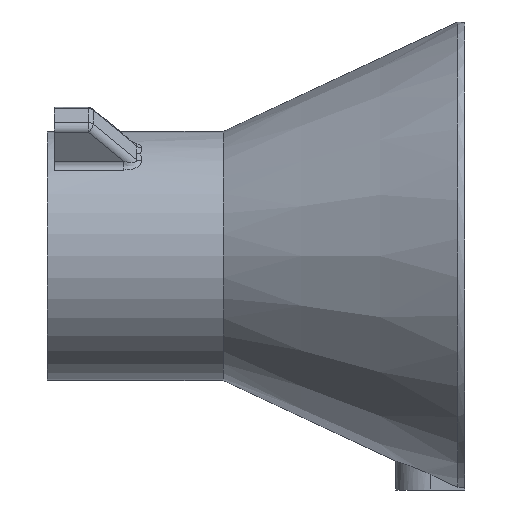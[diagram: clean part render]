
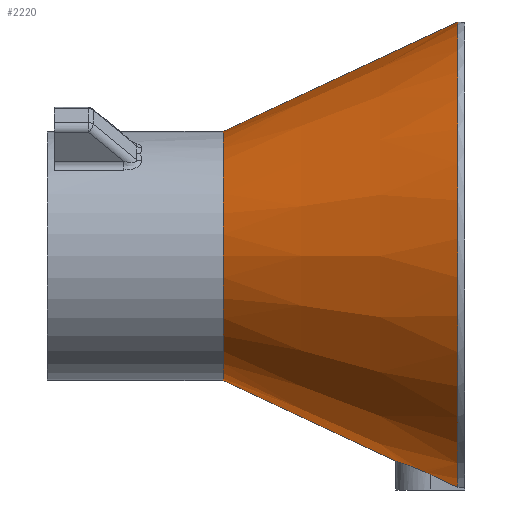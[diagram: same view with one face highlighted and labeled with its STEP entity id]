
A CAD part, left-side view. The second image highlights one B-rep face of the part: STEP entity #2220.
In plain terms, the highlighted conical face has half-angle 25 degrees and reference radius 68.742 mm.
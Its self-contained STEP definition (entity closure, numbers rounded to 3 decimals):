
#7 = CARTESIAN_POINT ( 'NONE',  ( -5.16, -57.427, -59.86 ) ) ;
#45 = VERTEX_POINT ( 'NONE', #3119 ) ;
#50 = ORIENTED_EDGE ( 'NONE', *, *, #517, .T. ) ;
#68 = VERTEX_POINT ( 'NONE', #1922 ) ;
#289 = CIRCLE ( 'NONE', #2627, 36.1 ) ;
#322 = CARTESIAN_POINT ( 'NONE',  ( -9.928, -64.76, -62.72 ) ) ;
#374 = VERTEX_POINT ( 'NONE', #496 ) ;
#496 = CARTESIAN_POINT ( 'NONE',  ( 0., -74., 67.809 ) ) ;
#507 = ORIENTED_EDGE ( 'NONE', *, *, #2274, .T. ) ;
#517 = EDGE_CURVE ( 'NONE', #2198, #45, #2873, .T. ) ;
#532 = DIRECTION ( 'NONE',  ( 0., -1., 0. ) ) ;
#634 = CARTESIAN_POINT ( 'NONE',  ( -10., -71.333, -65.81 ) ) ;
#677 = CARTESIAN_POINT ( 'NONE',  ( 0., -56., -59.415 ) ) ;
#715 = CARTESIAN_POINT ( 'NONE',  ( -4.57, -57.099, -59.754 ) ) ;
#735 = LINE ( 'NONE', #2012, #3783 ) ;
#844 = CARTESIAN_POINT ( 'NONE',  ( -10., -74., -67.068 ) ) ;
#848 = DIRECTION ( 'NONE',  ( 0., 1., 0. ) ) ;
#888 = CARTESIAN_POINT ( 'NONE',  ( 0., -74., 0. ) ) ;
#941 = CARTESIAN_POINT ( 'NONE',  ( -10., -68.666, -64.552 ) ) ;
#956 = CARTESIAN_POINT ( 'NONE',  ( -9.057, -61.749, -61.432 ) ) ;
#976 = CARTESIAN_POINT ( 'NONE',  ( -10., -65.69, -63.147 ) ) ;
#1222 = DIRECTION ( 'NONE',  ( 0., -0.906, -0.423 ) ) ;
#1281 = CARTESIAN_POINT ( 'NONE',  ( -3.336, -56.549, -59.581 ) ) ;
#1324 = CIRCLE ( 'NONE', #3193, 67.809 ) ;
#1424 = EDGE_CURVE ( 'NONE', #1432, #374, #735, .T. ) ;
#1432 = VERTEX_POINT ( 'NONE', #3324 ) ;
#1572 = EDGE_CURVE ( 'NONE', #3926, #374, #1324, .T. ) ;
#1600 = CARTESIAN_POINT ( 'NONE',  ( -9.538, -62.928, -61.916 ) ) ;
#1603 = ORIENTED_EDGE ( 'NONE', *, *, #1572, .T. ) ;
#1641 = CARTESIAN_POINT ( 'NONE',  ( -1.693, -56.139, -59.457 ) ) ;
#1684 = CARTESIAN_POINT ( 'NONE',  ( -2.693, -56.345, -59.519 ) ) ;
#1812 = DIRECTION ( 'NONE',  ( 0., 0., -1. ) ) ;
#1819 = VECTOR ( 'NONE', #1222, 1000. ) ;
#1922 = CARTESIAN_POINT ( 'NONE',  ( -10., -66., -63.293 ) ) ;
#1954 = CARTESIAN_POINT ( 'NONE',  ( -6.263, -58.175, -60.107 ) ) ;
#1965 = EDGE_CURVE ( 'NONE', #68, #3926, #3340, .T. ) ;
#1996 = CARTESIAN_POINT ( 'NONE',  ( -5.444, -57.605, -59.918 ) ) ;
#2012 = CARTESIAN_POINT ( 'NONE',  ( 0., -76., 68.742 ) ) ;
#2041 = CARTESIAN_POINT ( 'NONE',  ( 0., -6., 0. ) ) ;
#2198 = VERTEX_POINT ( 'NONE', #3787 ) ;
#2202 = CARTESIAN_POINT ( 'NONE',  ( -10., -74., -67.068 ) ) ;
#2220 = ADVANCED_FACE ( 'NONE', ( #3417 ), #3374, .T. ) ;
#2224 = CARTESIAN_POINT ( 'NONE',  ( -9.189, -62.043, -61.551 ) ) ;
#2274 = EDGE_CURVE ( 'NONE', #45, #68, #3681, .T. ) ;
#2301 = CARTESIAN_POINT ( 'NONE',  ( -4.264, -56.949, -59.706 ) ) ;
#2537 = CARTESIAN_POINT ( 'NONE',  ( -7.684, -59.566, -60.595 ) ) ;
#2603 = CARTESIAN_POINT ( 'NONE',  ( -9.71, -63.531, -62.173 ) ) ;
#2627 = AXIS2_PLACEMENT_3D ( 'NONE', #2041, #2651, #3953 ) ;
#2647 = ORIENTED_EDGE ( 'NONE', *, *, #1424, .F. ) ;
#2651 = DIRECTION ( 'NONE',  ( 0., 1., 0. ) ) ;
#2873 = LINE ( 'NONE', #4073, #1819 ) ;
#2874 = CARTESIAN_POINT ( 'NONE',  ( -8.765, -61.175, -61.204 ) ) ;
#2892 = CARTESIAN_POINT ( 'NONE',  ( -1.353, -56.086, -59.441 ) ) ;
#2919 = CARTESIAN_POINT ( 'NONE',  ( -8.605, -60.896, -61.095 ) ) ;
#2960 = DIRECTION ( 'NONE',  ( 0., -0.906, 0.423 ) ) ;
#3095 = EDGE_CURVE ( 'NONE', #2198, #1432, #289, .T. ) ;
#3119 = CARTESIAN_POINT ( 'NONE',  ( 0., -56., -59.415 ) ) ;
#3151 = CARTESIAN_POINT ( 'NONE',  ( -10., -66., -63.293 ) ) ;
#3188 = CARTESIAN_POINT ( 'NONE',  ( -9.884, -64.45, -62.58 ) ) ;
#3193 = AXIS2_PLACEMENT_3D ( 'NONE', #888, #848, #3740 ) ;
#3246 = CARTESIAN_POINT ( 'NONE',  ( -0.338, -56., -59.415 ) ) ;
#3267 = CARTESIAN_POINT ( 'NONE',  ( -6.766, -58.607, -60.254 ) ) ;
#3324 = CARTESIAN_POINT ( 'NONE',  ( 0., -6., 36.1 ) ) ;
#3340 = B_SPLINE_CURVE_WITH_KNOTS ( 'NONE', 3,
 ( #3151, #941, #634, #2202 ),
 .UNSPECIFIED., .F., .F.,
 ( 4, 4 ),
 ( 0.014, 0.023 ),
 .UNSPECIFIED. ) ;
#3374 = CONICAL_SURFACE ( 'NONE', #3708, 68.742, 0.436 ) ;
#3397 = CARTESIAN_POINT ( 'NONE',  ( 0., -76., 0. ) ) ;
#3414 = EDGE_LOOP ( 'NONE', ( #2647, #4103, #50, #507, #3645, #1603 ) ) ;
#3417 = FACE_OUTER_BOUND ( 'NONE', #3414, .T. ) ;
#3508 = CARTESIAN_POINT ( 'NONE',  ( -10., -66., -63.293 ) ) ;
#3645 = ORIENTED_EDGE ( 'NONE', *, *, #1965, .T. ) ;
#3681 = B_SPLINE_CURVE_WITH_KNOTS ( 'NONE', 3,
 ( #677, #3246, #3887, #2892, #1641, #1684, #1281, #2301, #715, #7, #1996, #1954, #3267, #2537, #3804, #2919, #2874, #956, #2224, #1600, #2603, #3188, #322, #3828, #976, #3508 ),
 .UNSPECIFIED., .F., .F.,
 ( 4, 2, 2, 2, 2, 2, 2, 2, 2, 2, 2, 2, 4 ),
 ( 0.016, 0.017, 0.018, 0.02, 0.021, 0.022, 0.024, 0.026, 0.027, 0.028, 0.03, 0.031, 0.032 ),
 .UNSPECIFIED. ) ;
#3708 = AXIS2_PLACEMENT_3D ( 'NONE', #3397, #532, #1812 ) ;
#3740 = DIRECTION ( 'NONE',  ( 0., 0., -1. ) ) ;
#3783 = VECTOR ( 'NONE', #2960, 1000. ) ;
#3787 = CARTESIAN_POINT ( 'NONE',  ( 0., -6., -36.1 ) ) ;
#3804 = CARTESIAN_POINT ( 'NONE',  ( -8.085, -60.08, -60.783 ) ) ;
#3828 = CARTESIAN_POINT ( 'NONE',  ( -9.986, -65.38, -63.003 ) ) ;
#3887 = CARTESIAN_POINT ( 'NONE',  ( -0.676, -56.017, -59.42 ) ) ;
#3926 = VERTEX_POINT ( 'NONE', #844 ) ;
#3953 = DIRECTION ( 'NONE',  ( 0., 0., 1. ) ) ;
#4073 = CARTESIAN_POINT ( 'NONE',  ( 0., -76., -68.742 ) ) ;
#4103 = ORIENTED_EDGE ( 'NONE', *, *, #3095, .F. ) ;
